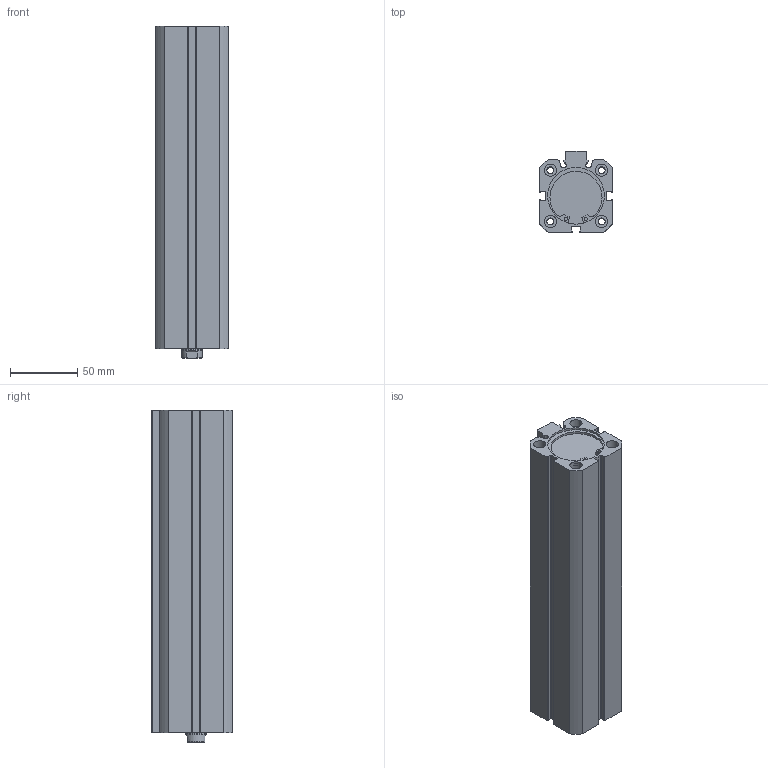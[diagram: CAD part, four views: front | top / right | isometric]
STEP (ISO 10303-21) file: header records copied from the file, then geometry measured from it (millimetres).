
FILE_DESCRIPTION (( 'STEP AP214' ), '1' );
FILE_NAME ('KS-A-40-200-CYLINDER.STEP', '2013-07-21T11:34:00', ( 'DELL' ), ( '' ), 'SwSTEP 2.0', 'SolidWorks 2010', '' );
FILE_SCHEMA (( 'AUTOMOTIVE_DESIGN' ));
Length unit declared in the file: millimetre
Products named in the file (6): KS-A 40  BORU_MANYETÝKLÝ BORU; KS-A 40  ARKA  KAPAK_MANYETﾝKLﾝ ﾝﾇﾝN; KS-A 40  ﾖN  KAPAK_MANYETﾝKLﾝ  ﾝﾇﾝN; KS-A 40   M尳 ; Circlip for Bores normal_din1_Circlip DIN 472 - 42 x 1.75; KS-A-40-200-CYLINDER
Assembly tree (6 placements, depth 2):
  KS-A-40-200-CYLINDER
    KS-A 40  BORU_MANYETÝKLÝ BORU
    Circlip for Bores normal_din1_Circlip DIN 472 - 42 x 1.75  x2
    KS-A 40  ARKA  KAPAK_MANYETﾝKLﾝ ﾝﾇﾝN
    KS-A 40   M尳 
    KS-A 40  ﾖN  KAPAK_MANYETﾝKLﾝ  ﾝﾇﾝN
Bounding box: 54 x 60 x 246 mm (x, y, z)
Volume: 427929.6 mm3; surface area: 140200.7 mm2
Topology: 6 solids, 6 shells, 233 faces, 591 edges, 387 vertices
Faces by surface type: cylinder 133, plane 84, cone 14, torus 2
Entity records: 6798 total; most frequent: CARTESIAN_POINT 1182, DIRECTION 1176, ORIENTED_EDGE 1040, EDGE_CURVE 520, AXIS2_PLACEMENT_3D 455, VERTEX_POINT 341, LINE 266, VECTOR 266
